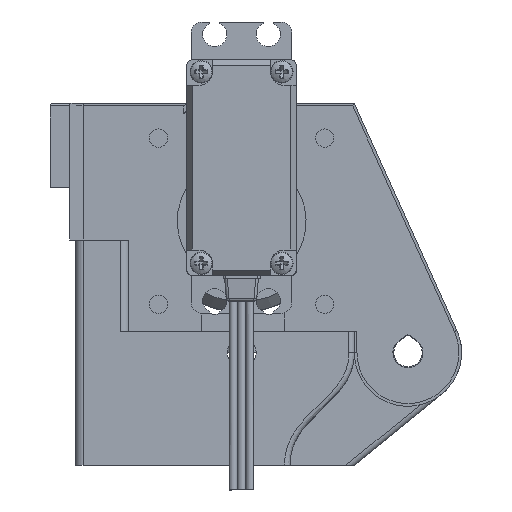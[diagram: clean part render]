
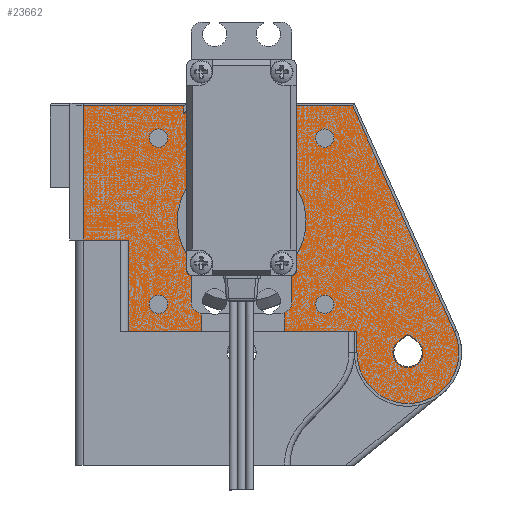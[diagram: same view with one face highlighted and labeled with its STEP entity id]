
A CAD part, left-side view. The second image highlights one B-rep face of the part: STEP entity #23662.
In plain terms, the highlighted planar face has unit normal (-1, 0, 0).
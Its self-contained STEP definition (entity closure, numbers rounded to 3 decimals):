
#655=FACE_BOUND('',#3082,.T.);
#656=FACE_BOUND('',#3083,.T.);
#657=FACE_BOUND('',#3084,.T.);
#658=FACE_BOUND('',#3085,.T.);
#659=FACE_BOUND('',#3086,.T.);
#865=PLANE('',#25255);
#1667=FACE_OUTER_BOUND('',#3081,.T.);
#3081=EDGE_LOOP('',(#16906,#16907,#16908,#16909,#16910,#16911,#16912,#16913,
#16914,#16915,#16916,#16917,#16918,#16919,#16920,#16921));
#3082=EDGE_LOOP('',(#16922,#16923,#16924));
#3083=EDGE_LOOP('',(#16925));
#3084=EDGE_LOOP('',(#16926));
#3085=EDGE_LOOP('',(#16927));
#3086=EDGE_LOOP('',(#16928));
#4824=CIRCLE('',#25256,9.5);
#4825=CIRCLE('',#25257,12.);
#4826=CIRCLE('',#25258,2.65);
#4827=CIRCLE('',#25259,1.7);
#4828=CIRCLE('',#25260,1.7);
#4829=CIRCLE('',#25261,1.7);
#4830=CIRCLE('',#25262,1.7);
#6036=LINE('',#42243,#7989);
#6046=LINE('',#42263,#7999);
#6047=LINE('',#42266,#8000);
#6048=LINE('',#42268,#8001);
#6049=LINE('',#42272,#8002);
#6050=LINE('',#42274,#8003);
#6051=LINE('',#42276,#8004);
#6052=LINE('',#42278,#8005);
#6053=LINE('',#42280,#8006);
#6054=LINE('',#42282,#8007);
#6055=LINE('',#42284,#8008);
#6056=LINE('',#42286,#8009);
#6057=LINE('',#42288,#8010);
#6058=LINE('',#42289,#8011);
#6059=LINE('',#42293,#8012);
#6060=LINE('',#42296,#8013);
#7989=VECTOR('',#28424,10.);
#7999=VECTOR('',#28436,10.);
#8000=VECTOR('',#28439,10.);
#8001=VECTOR('',#28440,10.);
#8002=VECTOR('',#28443,10.);
#8003=VECTOR('',#28444,10.);
#8004=VECTOR('',#28445,10.);
#8005=VECTOR('',#28446,10.);
#8006=VECTOR('',#28447,10.);
#8007=VECTOR('',#28448,10.);
#8008=VECTOR('',#28449,10.);
#8009=VECTOR('',#28450,10.);
#8010=VECTOR('',#28451,10.);
#8011=VECTOR('',#28452,10.);
#8012=VECTOR('',#28455,10.);
#8013=VECTOR('',#28458,10.);
#10064=VERTEX_POINT('',#42239);
#10066=VERTEX_POINT('',#42242);
#10071=VERTEX_POINT('',#42253);
#10075=VERTEX_POINT('',#42261);
#10076=VERTEX_POINT('',#42265);
#10077=VERTEX_POINT('',#42267);
#10078=VERTEX_POINT('',#42269);
#10079=VERTEX_POINT('',#42271);
#10080=VERTEX_POINT('',#42273);
#10081=VERTEX_POINT('',#42275);
#10082=VERTEX_POINT('',#42277);
#10083=VERTEX_POINT('',#42279);
#10084=VERTEX_POINT('',#42281);
#10085=VERTEX_POINT('',#42283);
#10086=VERTEX_POINT('',#42285);
#10087=VERTEX_POINT('',#42287);
#10088=VERTEX_POINT('',#42291);
#10089=VERTEX_POINT('',#42292);
#10090=VERTEX_POINT('',#42294);
#10091=VERTEX_POINT('',#42297);
#10092=VERTEX_POINT('',#42299);
#10093=VERTEX_POINT('',#42301);
#10094=VERTEX_POINT('',#42303);
#12636=EDGE_CURVE('',#10066,#10064,#6036,.T.);
#12646=EDGE_CURVE('',#10071,#10075,#6046,.T.);
#12647=EDGE_CURVE('',#10075,#10076,#6047,.T.);
#12648=EDGE_CURVE('',#10077,#10076,#6048,.T.);
#12649=EDGE_CURVE('',#10078,#10077,#4824,.T.);
#12650=EDGE_CURVE('',#10079,#10078,#6049,.T.);
#12651=EDGE_CURVE('',#10080,#10079,#6050,.T.);
#12652=EDGE_CURVE('',#10081,#10080,#6051,.T.);
#12653=EDGE_CURVE('',#10082,#10081,#6052,.T.);
#12654=EDGE_CURVE('',#10083,#10082,#6053,.T.);
#12655=EDGE_CURVE('',#10084,#10083,#6054,.T.);
#12656=EDGE_CURVE('',#10085,#10084,#6055,.T.);
#12657=EDGE_CURVE('',#10085,#10086,#6056,.T.);
#12658=EDGE_CURVE('',#10086,#10087,#6057,.T.);
#12659=EDGE_CURVE('',#10087,#10066,#6058,.T.);
#12660=EDGE_CURVE('',#10064,#10071,#4825,.T.);
#12661=EDGE_CURVE('',#10088,#10089,#6059,.T.);
#12662=EDGE_CURVE('',#10089,#10090,#4826,.T.);
#12663=EDGE_CURVE('',#10090,#10088,#6060,.T.);
#12664=EDGE_CURVE('',#10091,#10091,#4827,.T.);
#12665=EDGE_CURVE('',#10092,#10092,#4828,.T.);
#12666=EDGE_CURVE('',#10093,#10093,#4829,.T.);
#12667=EDGE_CURVE('',#10094,#10094,#4830,.T.);
#16906=ORIENTED_EDGE('',*,*,#12646,.T.);
#16907=ORIENTED_EDGE('',*,*,#12647,.T.);
#16908=ORIENTED_EDGE('',*,*,#12648,.F.);
#16909=ORIENTED_EDGE('',*,*,#12649,.F.);
#16910=ORIENTED_EDGE('',*,*,#12650,.F.);
#16911=ORIENTED_EDGE('',*,*,#12651,.F.);
#16912=ORIENTED_EDGE('',*,*,#12652,.F.);
#16913=ORIENTED_EDGE('',*,*,#12653,.F.);
#16914=ORIENTED_EDGE('',*,*,#12654,.F.);
#16915=ORIENTED_EDGE('',*,*,#12655,.F.);
#16916=ORIENTED_EDGE('',*,*,#12656,.F.);
#16917=ORIENTED_EDGE('',*,*,#12657,.T.);
#16918=ORIENTED_EDGE('',*,*,#12658,.T.);
#16919=ORIENTED_EDGE('',*,*,#12659,.T.);
#16920=ORIENTED_EDGE('',*,*,#12636,.T.);
#16921=ORIENTED_EDGE('',*,*,#12660,.T.);
#16922=ORIENTED_EDGE('',*,*,#12661,.T.);
#16923=ORIENTED_EDGE('',*,*,#12662,.T.);
#16924=ORIENTED_EDGE('',*,*,#12663,.T.);
#16925=ORIENTED_EDGE('',*,*,#12664,.T.);
#16926=ORIENTED_EDGE('',*,*,#12665,.T.);
#16927=ORIENTED_EDGE('',*,*,#12666,.T.);
#16928=ORIENTED_EDGE('',*,*,#12667,.T.);
#23662=ADVANCED_FACE('',(#1667,#655,#656,#657,#658,#659),#865,.T.);
#25255=AXIS2_PLACEMENT_3D('',#42264,#28437,#28438);
#25256=AXIS2_PLACEMENT_3D('',#42270,#28441,#28442);
#25257=AXIS2_PLACEMENT_3D('',#42290,#28453,#28454);
#25258=AXIS2_PLACEMENT_3D('',#42295,#28456,#28457);
#25259=AXIS2_PLACEMENT_3D('',#42298,#28459,#28460);
#25260=AXIS2_PLACEMENT_3D('',#42300,#28461,#28462);
#25261=AXIS2_PLACEMENT_3D('',#42302,#28463,#28464);
#25262=AXIS2_PLACEMENT_3D('',#42304,#28465,#28466);
#28424=DIRECTION('',(0.,0.,1.));
#28436=DIRECTION('',(0.,0.,-1.));
#28437=DIRECTION('center_axis',(-1.,0.,0.));
#28438=DIRECTION('ref_axis',(0.,-1.,0.));
#28439=DIRECTION('',(0.,-1.,0.));
#28440=DIRECTION('',(0.,0.,1.));
#28441=DIRECTION('center_axis',(1.,0.,0.));
#28442=DIRECTION('ref_axis',(0.,-0.21,-0.978));
#28443=DIRECTION('',(0.,-0.411,-0.912));
#28444=DIRECTION('',(0.,-1.,0.));
#28445=DIRECTION('',(0.,0.,1.));
#28446=DIRECTION('',(0.,-1.,0.));
#28447=DIRECTION('',(0.,0.,-1.));
#28448=DIRECTION('',(0.,-1.,0.));
#28449=DIRECTION('',(0.,0.,1.));
#28450=DIRECTION('',(0.,-1.,0.));
#28451=DIRECTION('',(0.,0.,-1.));
#28452=DIRECTION('',(0.,-1.,0.));
#28453=DIRECTION('center_axis',(1.,0.,0.));
#28454=DIRECTION('ref_axis',(0.,-1.,0.));
#28455=DIRECTION('',(0.,-0.817,-0.576));
#28456=DIRECTION('center_axis',(1.,0.,0.));
#28457=DIRECTION('ref_axis',(0.,-1.,0.));
#28458=DIRECTION('',(0.,-0.817,0.576));
#28459=DIRECTION('center_axis',(1.,0.,0.));
#28460=DIRECTION('ref_axis',(0.,-1.,0.));
#28461=DIRECTION('center_axis',(1.,0.,0.));
#28462=DIRECTION('ref_axis',(0.,-1.,0.));
#28463=DIRECTION('center_axis',(1.,0.,0.));
#28464=DIRECTION('ref_axis',(0.,-1.,0.));
#28465=DIRECTION('center_axis',(1.,0.,0.));
#28466=DIRECTION('ref_axis',(0.,-1.,0.));
#42239=CARTESIAN_POINT('',(-123.,7.5,15.133));
#42242=CARTESIAN_POINT('',(-123.,7.5,4.));
#42243=CARTESIAN_POINT('',(-123.,7.5,14.25));
#42253=CARTESIAN_POINT('',(-123.,-8.,15.556));
#42261=CARTESIAN_POINT('',(-123.,-8.,4.));
#42263=CARTESIAN_POINT('',(-123.,-8.,14.25));
#42264=CARTESIAN_POINT('Origin',(-123.,0.,24.5));
#42265=CARTESIAN_POINT('',(-123.,-21.5,4.));
#42266=CARTESIAN_POINT('',(-123.,-10.5,4.));
#42267=CARTESIAN_POINT('',(-123.,-21.5,0.));
#42268=CARTESIAN_POINT('',(-123.,-21.5,12.25));
#42269=CARTESIAN_POINT('',(-123.,-39.66,3.905));
#42270=CARTESIAN_POINT('Origin',(-123.,-31.,0.));
#42271=CARTESIAN_POINT('',(-123.,-20.677,46.));
#42272=CARTESIAN_POINT('',(-123.,-22.892,41.088));
#42273=CARTESIAN_POINT('',(-123.,6.248,46.));
#42274=CARTESIAN_POINT('',(-123.,10.5,46.));
#42275=CARTESIAN_POINT('',(-123.,6.248,44.6));
#42276=CARTESIAN_POINT('',(-123.,6.248,35.5));
#42277=CARTESIAN_POINT('',(-123.,10.748,44.6));
#42278=CARTESIAN_POINT('',(-123.,5.249,44.6));
#42279=CARTESIAN_POINT('',(-123.,10.748,46.));
#42280=CARTESIAN_POINT('',(-123.,10.748,35.5));
#42281=CARTESIAN_POINT('',(-123.,29.5,46.));
#42282=CARTESIAN_POINT('',(-123.,10.5,46.));
#42283=CARTESIAN_POINT('',(-123.,29.5,21.));
#42284=CARTESIAN_POINT('',(-123.,29.5,35.5));
#42285=CARTESIAN_POINT('',(-123.,21.,21.));
#42286=CARTESIAN_POINT('',(-123.,13.,21.));
#42287=CARTESIAN_POINT('',(-123.,21.,4.));
#42288=CARTESIAN_POINT('',(-123.,21.,44.75));
#42289=CARTESIAN_POINT('',(-123.,-10.5,4.));
#42290=CARTESIAN_POINT('Origin',(-123.,0.,24.5));
#42291=CARTESIAN_POINT('',(-123.,-31.,3.243));
#42292=CARTESIAN_POINT('',(-123.,-32.527,2.166));
#42293=CARTESIAN_POINT('',(-123.,-15.643,14.074));
#42294=CARTESIAN_POINT('',(-123.,-29.473,2.166));
#42295=CARTESIAN_POINT('Origin',(-123.,-31.,0.));
#42296=CARTESIAN_POINT('',(-123.,-24.891,-1.066));
#42297=CARTESIAN_POINT('',(-123.,17.2,9.));
#42298=CARTESIAN_POINT('Origin',(-123.,15.5,9.));
#42299=CARTESIAN_POINT('',(-123.,-13.8,9.));
#42300=CARTESIAN_POINT('Origin',(-123.,-15.5,9.));
#42301=CARTESIAN_POINT('',(-123.,-13.8,40.));
#42302=CARTESIAN_POINT('Origin',(-123.,-15.5,40.));
#42303=CARTESIAN_POINT('',(-123.,17.2,40.));
#42304=CARTESIAN_POINT('Origin',(-123.,15.5,40.));
